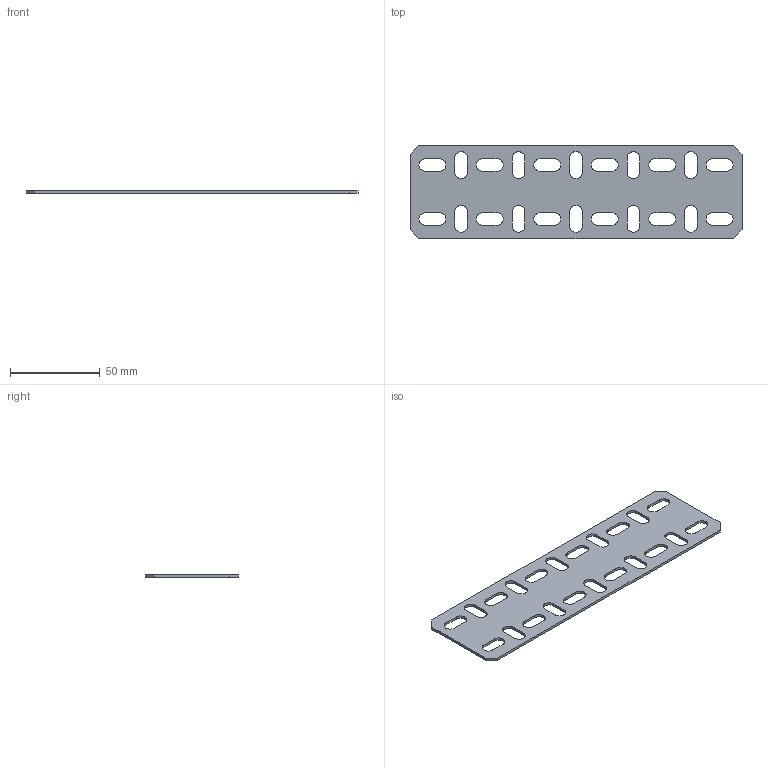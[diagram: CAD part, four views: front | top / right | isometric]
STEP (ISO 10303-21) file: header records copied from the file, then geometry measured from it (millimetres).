
FILE_DESCRIPTION (( 'STEP AP203' ), '1' );
FILE_NAME ('CLP1S-080-M-HDZ Ïëàñòèíà ñîåäèíèòåëüíàÿ h 80mm IEK HDZ.STEP', '2016-02-08T09:15:30', ( '' ), ( '' ), 'SwSTEP 2.0', 'SolidWorks 2014', '' );
FILE_SCHEMA (( 'CONFIG_CONTROL_DESIGN' ));
Length unit declared in the file: millimetre
Products named in the file (1): CLP1S-080-M-HDZ Ïëàñòèíà ñîåäèíèòåëüíàÿ h 80mm IEK HDZ
Bounding box: 185 x 52 x 1.5 mm (x, y, z)
Volume: 11237 mm3; surface area: 16929.8 mm2
Topology: 1 solids, 1 shells, 98 faces, 288 edges, 192 vertices
Faces by surface type: plane 54, cylinder 44
Entity records: 3445 total; most frequent: CARTESIAN_POINT 579, ORIENTED_EDGE 576, DIRECTION 574, EDGE_CURVE 288, LINE 200, VECTOR 200, VERTEX_POINT 192, AXIS2_PLACEMENT_3D 187
